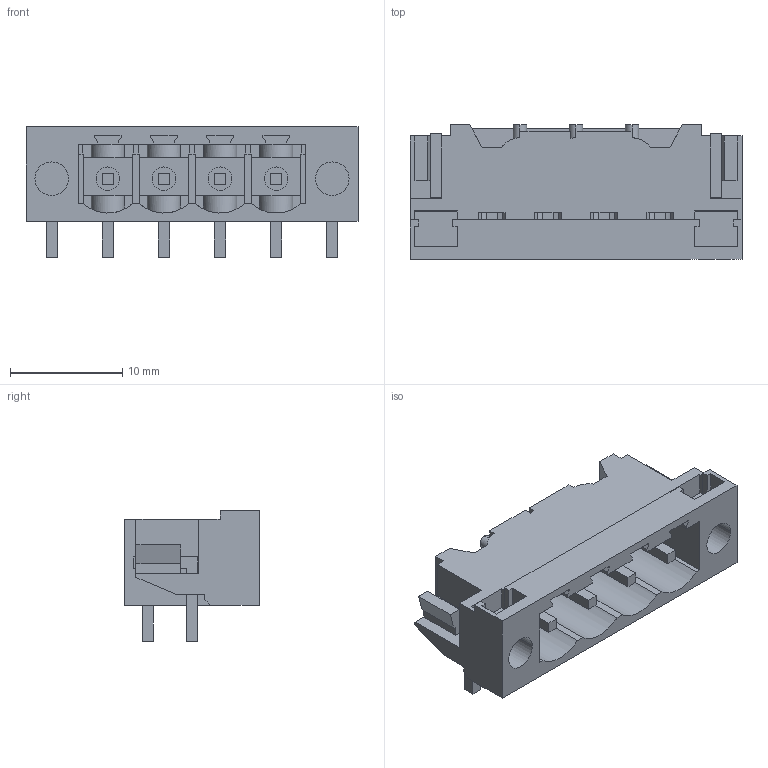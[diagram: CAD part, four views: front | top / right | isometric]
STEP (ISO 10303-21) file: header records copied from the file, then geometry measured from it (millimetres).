
FILE_DESCRIPTION(('CATIA V5 STEP Exchange','CAx-IF Rec.Pracs.--- Model Styling and Organization---1.2---2011-12-15'),'2;1');
FILE_NAME ('7601267_2_1840370000_1840370000.stp','2018-03-08T09:40:06+00:00',('none'),('Weidmueller'),'CATIA Version 5-6 Release 2014','CATIA V5 STEP AP214','none');
FILE_SCHEMA(('AUTOMOTIVE_DESIGN { 1 0 10303 214 1 1 1 1 }'));
Length unit declared in the file: millimetre
Products named in the file (1): 1840370000
Bounding box: 29.6 x 12 x 11.63 mm (x, y, z)
Volume: 1267.3 mm3; surface area: 2653.7 mm2
Topology: 7 solids, 7 shells, 350 faces, 1060 edges, 717 vertices
Faces by surface type: plane 303, cylinder 47
Entity records: 11317 total; most frequent: CARTESIAN_POINT 2185, ORIENTED_EDGE 2120, DIRECTION 1523, EDGE_CURVE 1060, VECTOR 925, LINE 925, VERTEX_POINT 717, EDGE_LOOP 363
